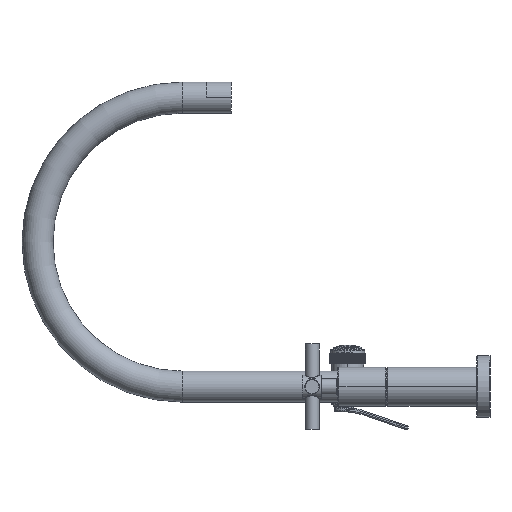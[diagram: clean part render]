
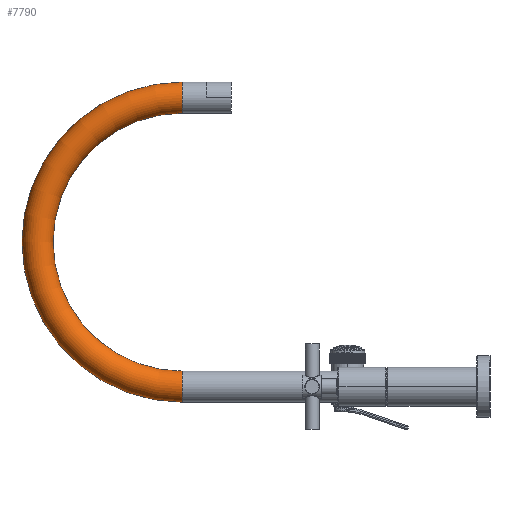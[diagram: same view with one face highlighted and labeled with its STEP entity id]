
A CAD part, left-side view. The second image highlights one B-rep face of the part: STEP entity #7790.
In plain terms, the highlighted toroidal (fillet/blend) face has major radius 118.11 mm and minor radius 12.7 mm.
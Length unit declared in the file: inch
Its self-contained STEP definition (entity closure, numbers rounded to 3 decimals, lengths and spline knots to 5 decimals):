
#7466=CARTESIAN_POINT('',(0.,9.9068,4.65));
#7467=DIRECTION('',(-1.,0.,0.));
#7468=DIRECTION('',(0.,0.,1.));
#7469=AXIS2_PLACEMENT_3D('',#7466,#7467,#7468);
#7474=CARTESIAN_POINT('',(0.,9.9068,9.3));
#7475=DIRECTION('',(0.,1.,0.));
#7476=DIRECTION('',(0.,0.,-1.));
#7477=AXIS2_PLACEMENT_3D('',#7474,#7475,#7476);
#7482=CARTESIAN_POINT('',(0.,9.9068,4.65));
#7483=DIRECTION('',(-1.,0.,0.));
#7484=DIRECTION('',(0.,0.,1.));
#7485=AXIS2_PLACEMENT_3D('',#7482,#7483,#7484);
#7490=CARTESIAN_POINT('',(0.,9.9068,0.));
#7491=DIRECTION('',(0.,-1.,0.));
#7492=DIRECTION('',(0.,0.,1.));
#7493=AXIS2_PLACEMENT_3D('',#7490,#7491,#7492);
#7628=CARTESIAN_POINT('',(0.,9.9068,8.8));
#7629=CARTESIAN_POINT('',(0.,9.9068,9.8));
#7630=VERTEX_POINT('',#7628);
#7631=VERTEX_POINT('',#7629);
#7632=CARTESIAN_POINT('',(0.,9.9068,0.5));
#7633=CARTESIAN_POINT('',(0.,9.9068,-0.5));
#7634=VERTEX_POINT('',#7632);
#7635=VERTEX_POINT('',#7633);
#7778=CARTESIAN_POINT('',(0.,9.9068,4.65));
#7779=DIRECTION('',(-1.,0.,0.));
#7780=DIRECTION('',(0.,0.,-1.));
#7781=AXIS2_PLACEMENT_3D('',#7778,#7779,#7780);
#7782=TOROIDAL_SURFACE('',#7781,4.65,0.5);
#7783=ORIENTED_EDGE('',*,*,#7703,.F.);
#7784=ORIENTED_EDGE('',*,*,#7761,.T.);
#7786=ORIENTED_EDGE('',*,*,#7785,.T.);
#7787=ORIENTED_EDGE('',*,*,#7757,.F.);
#7788=EDGE_LOOP('',(#7783,#7784,#7786,#7787));
#7789=FACE_OUTER_BOUND('',#7788,.F.);
#7470=CIRCLE('',#7469,5.15);
#7478=CIRCLE('',#7477,0.5);
#7486=CIRCLE('',#7485,4.15);
#7494=CIRCLE('',#7493,0.5);
#7703=EDGE_CURVE('',#7630,#7631,#7478,.T.);
#7757=EDGE_CURVE('',#7631,#7635,#7470,.T.);
#7761=EDGE_CURVE('',#7630,#7634,#7486,.T.);
#7785=EDGE_CURVE('',#7634,#7635,#7494,.T.);
#7790=ADVANCED_FACE('',(#7789),#7782,.T.);
